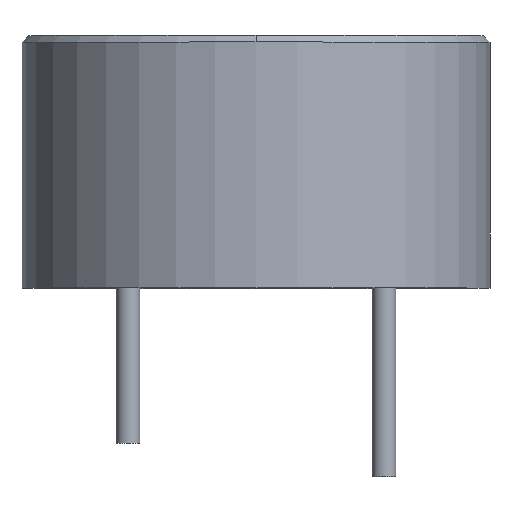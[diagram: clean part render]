
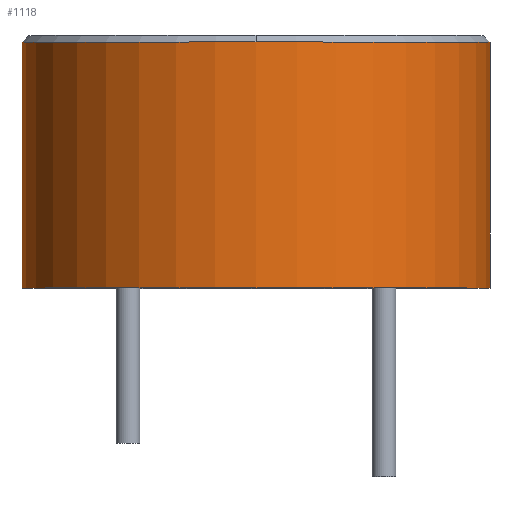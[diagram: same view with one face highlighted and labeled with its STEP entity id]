
A CAD part, top view. The second image highlights one B-rep face of the part: STEP entity #1118.
In plain terms, the highlighted cylindrical face has radius 6.95 mm (diameter 13.9 mm), a partial arc.
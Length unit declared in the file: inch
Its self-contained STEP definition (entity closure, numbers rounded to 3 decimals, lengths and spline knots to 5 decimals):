
#6 = CARTESIAN_POINT ( 'NONE',  ( 0.27362, 0., 0. ) ) ;
#49 = VERTEX_POINT ( 'NONE', #6 ) ;
#51 = AXIS2_PLACEMENT_3D ( 'NONE', #1161, #778, #497 ) ;
#91 = CYLINDRICAL_SURFACE ( 'NONE', #281, 0.27362 ) ;
#92 = ORIENTED_EDGE ( 'NONE', *, *, #356, .F. ) ;
#101 = VERTEX_POINT ( 'NONE', #314 ) ;
#120 = LINE ( 'NONE', #511, #568 ) ;
#128 = CARTESIAN_POINT ( 'NONE',  ( 0., 0.2874, 0.27362 ) ) ;
#148 = EDGE_CURVE ( 'NONE', #709, #49, #179, .T. ) ;
#177 = DIRECTION ( 'NONE',  ( 0., 1., 0. ) ) ;
#179 = CIRCLE ( 'NONE', #51, 0.27362 ) ;
#281 = AXIS2_PLACEMENT_3D ( 'NONE', #480, #1064, #772 ) ;
#314 = CARTESIAN_POINT ( 'NONE',  ( -0.27362, 0.2874, 0. ) ) ;
#331 = EDGE_CURVE ( 'NONE', #49, #1154, #120, .T. ) ;
#356 = EDGE_CURVE ( 'NONE', #709, #101, #1180, .T. ) ;
#359 = CARTESIAN_POINT ( 'NONE',  ( 0., 0.2874, 0. ) ) ;
#362 = CARTESIAN_POINT ( 'NONE',  ( 0., 0.2874, 0. ) ) ;
#366 = CIRCLE ( 'NONE', #1066, 0.27362 ) ;
#377 = DIRECTION ( 'NONE',  ( 0., 1., 0. ) ) ;
#382 = CIRCLE ( 'NONE', #547, 0.27362 ) ;
#472 = DIRECTION ( 'NONE',  ( 1., 0., 0. ) ) ;
#474 = DIRECTION ( 'NONE',  ( 0., 1., 0. ) ) ;
#480 = CARTESIAN_POINT ( 'NONE',  ( 0., 0., 0. ) ) ;
#497 = DIRECTION ( 'NONE',  ( -1., 0., 0. ) ) ;
#509 = ORIENTED_EDGE ( 'NONE', *, *, #331, .T. ) ;
#511 = CARTESIAN_POINT ( 'NONE',  ( 0.27362, 0., 0. ) ) ;
#518 = DIRECTION ( 'NONE',  ( 0., 1., 0. ) ) ;
#547 = AXIS2_PLACEMENT_3D ( 'NONE', #359, #474, #1237 ) ;
#560 = ORIENTED_EDGE ( 'NONE', *, *, #894, .F. ) ;
#565 = EDGE_LOOP ( 'NONE', ( #92, #926, #509, #935, #560 ) ) ;
#568 = VECTOR ( 'NONE', #518, 39.37008 ) ;
#638 = CARTESIAN_POINT ( 'NONE',  ( -0.27362, 0., 0. ) ) ;
#666 = FACE_OUTER_BOUND ( 'NONE', #565, .T. ) ;
#672 = EDGE_CURVE ( 'NONE', #1193, #1154, #382, .T. ) ;
#709 = VERTEX_POINT ( 'NONE', #638 ) ;
#772 = DIRECTION ( 'NONE',  ( 1., 0., 0. ) ) ;
#778 = DIRECTION ( 'NONE',  ( 0., 1., 0. ) ) ;
#894 = EDGE_CURVE ( 'NONE', #101, #1193, #366, .T. ) ;
#923 = CARTESIAN_POINT ( 'NONE',  ( -0.27362, 0., 0. ) ) ;
#926 = ORIENTED_EDGE ( 'NONE', *, *, #148, .T. ) ;
#935 = ORIENTED_EDGE ( 'NONE', *, *, #672, .F. ) ;
#1048 = VECTOR ( 'NONE', #377, 39.37008 ) ;
#1064 = DIRECTION ( 'NONE',  ( 0., 1., 0. ) ) ;
#1066 = AXIS2_PLACEMENT_3D ( 'NONE', #362, #177, #472 ) ;
#1118 = ADVANCED_FACE ( 'NONE', ( #666 ), #91, .T. ) ;
#1153 = CARTESIAN_POINT ( 'NONE',  ( 0.27362, 0.2874, 0. ) ) ;
#1154 = VERTEX_POINT ( 'NONE', #1153 ) ;
#1161 = CARTESIAN_POINT ( 'NONE',  ( 0., 0., 0. ) ) ;
#1180 = LINE ( 'NONE', #923, #1048 ) ;
#1193 = VERTEX_POINT ( 'NONE', #128 ) ;
#1237 = DIRECTION ( 'NONE',  ( 1., 0., 0. ) ) ;
